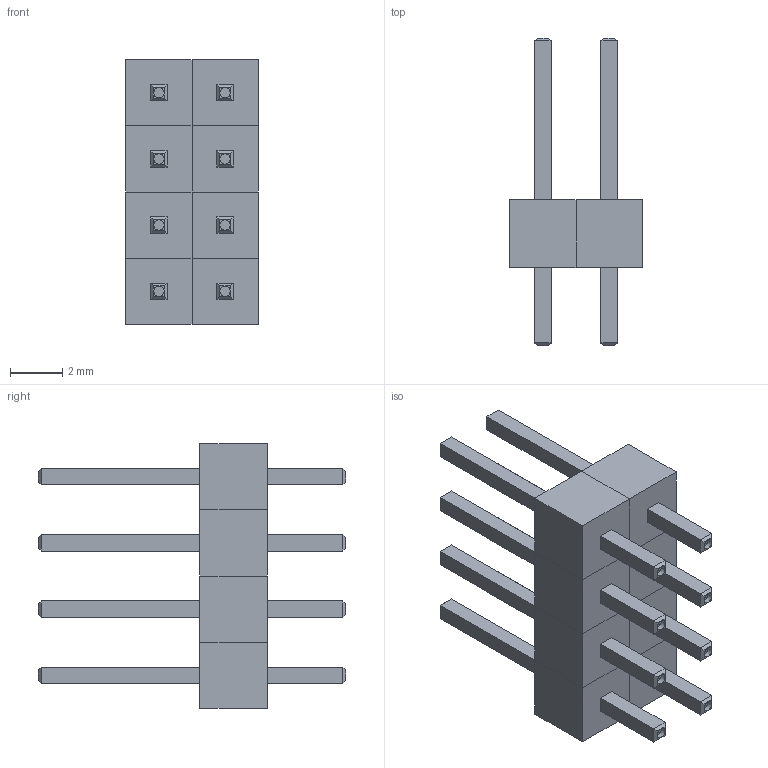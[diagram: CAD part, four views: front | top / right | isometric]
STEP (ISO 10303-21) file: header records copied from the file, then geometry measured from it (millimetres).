
FILE_DESCRIPTION(('STEP AP214'), '1');
FILE_NAME('ﾑﾍﾏ346-8ﾂﾏ21-2', '2018-11-15T12:41:15', ('UNSPECIFIED'), ('UNSPECIFIED'), 'ASCON STEP Converter 1.3', 'ASCON Math Kernel', '');
FILE_SCHEMA(('AUTOMOTIVE_DESIGN { 1 0 10303 214 3 1 1}'));
Length unit declared in the file: millimetre
Assembly tree (11 placements, depth 2):
  (unnamed)
    (unnamed)  x11
Bounding box: 5.08 x 11.8 x 10.16 mm (x, y, z)
Volume: 222.9 mm3; surface area: 682.7 mm2
Topology: 11 solids, 11 shells, 286 faces, 605 edges, 374 vertices
Faces by surface type: plane 275, cylinder 11
Full cylindrical faces by diameter (mm): 0.4 x11
Entity records: 1266 total; most frequent: DIRECTION 140, CARTESIAN_POINT 130, ORIENTED_EDGE 108, EDGE_CURVE 54, LINE 52, VECTOR 52, AXIS2_PLACEMENT_3D 44, VERTEX_POINT 34
